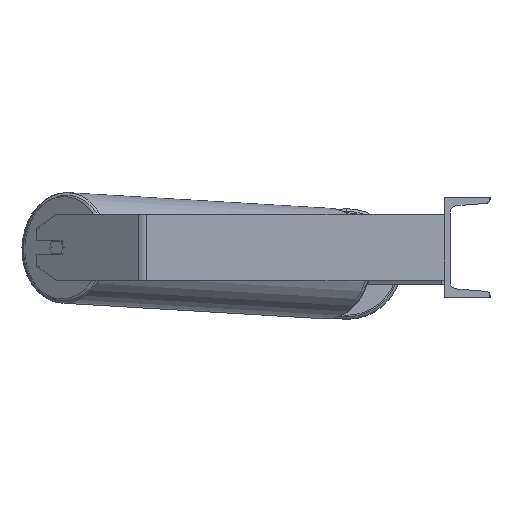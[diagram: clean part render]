
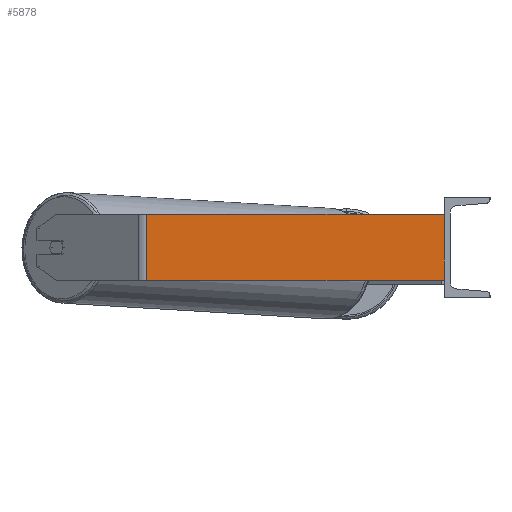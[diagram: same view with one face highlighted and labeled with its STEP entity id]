
A CAD part, left-side view. The second image highlights one B-rep face of the part: STEP entity #5878.
In plain terms, the highlighted planar face has unit normal (-1, 0, 0).
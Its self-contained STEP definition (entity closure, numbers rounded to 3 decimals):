
#163 = DIRECTION ( 'NONE',  ( 0., 0., -1. ) ) ;
#250 = EDGE_CURVE ( 'NONE', #4964, #5731, #8703, .T. ) ;
#658 = CARTESIAN_POINT ( 'NONE',  ( -785., 0., 40. ) ) ;
#672 = ORIENTED_EDGE ( 'NONE', *, *, #6959, .T. ) ;
#704 = DIRECTION ( 'NONE',  ( 0., 1., 0. ) ) ;
#1011 = EDGE_CURVE ( 'NONE', #8000, #5731, #6903, .T. ) ;
#1174 = ORIENTED_EDGE ( 'NONE', *, *, #7930, .F. ) ;
#2651 = LINE ( 'NONE', #3439, #7065 ) ;
#3068 = CARTESIAN_POINT ( 'NONE',  ( -785., 357.079, -40. ) ) ;
#3439 = CARTESIAN_POINT ( 'NONE',  ( -785., 362.902, 40. ) ) ;
#4018 = VERTEX_POINT ( 'NONE', #6598 ) ;
#4177 = DIRECTION ( 'NONE',  ( 1., 0., 0. ) ) ;
#4338 = LINE ( 'NONE', #4475, #7626 ) ;
#4402 = DIRECTION ( 'NONE',  ( 0., -1., 0. ) ) ;
#4475 = CARTESIAN_POINT ( 'NONE',  ( -785., 357.079, 40. ) ) ;
#4812 = PLANE ( 'NONE',  #7887 ) ;
#4964 = VERTEX_POINT ( 'NONE', #3068 ) ;
#5240 = CARTESIAN_POINT ( 'NONE',  ( -785., 362.902, -40. ) ) ;
#5520 = CARTESIAN_POINT ( 'NONE',  ( -785., 0., -40. ) ) ;
#5528 = FACE_OUTER_BOUND ( 'NONE', #8995, .T. ) ;
#5731 = VERTEX_POINT ( 'NONE', #5520 ) ;
#5878 = ADVANCED_FACE ( 'NONE', ( #5528 ), #4812, .F. ) ;
#6214 = DIRECTION ( 'NONE',  ( 0., 0., -1. ) ) ;
#6598 = CARTESIAN_POINT ( 'NONE',  ( -785., 357.079, 40. ) ) ;
#6903 = LINE ( 'NONE', #658, #8003 ) ;
#6957 = CARTESIAN_POINT ( 'NONE',  ( -785., 362.902, 40. ) ) ;
#6959 = EDGE_CURVE ( 'NONE', #4018, #4964, #4338, .T. ) ;
#7065 = VECTOR ( 'NONE', #8285, 1000. ) ;
#7626 = VECTOR ( 'NONE', #163, 1000. ) ;
#7815 = VECTOR ( 'NONE', #4402, 1000. ) ;
#7887 = AXIS2_PLACEMENT_3D ( 'NONE', #6957, #4177, #704 ) ;
#7930 = EDGE_CURVE ( 'NONE', #4018, #8000, #2651, .T. ) ;
#8000 = VERTEX_POINT ( 'NONE', #8097 ) ;
#8003 = VECTOR ( 'NONE', #6214, 1000. ) ;
#8097 = CARTESIAN_POINT ( 'NONE',  ( -785., 0., 40. ) ) ;
#8285 = DIRECTION ( 'NONE',  ( 0., -1., 0. ) ) ;
#8703 = LINE ( 'NONE', #5240, #7815 ) ;
#8791 = ORIENTED_EDGE ( 'NONE', *, *, #250, .T. ) ;
#8905 = ORIENTED_EDGE ( 'NONE', *, *, #1011, .F. ) ;
#8995 = EDGE_LOOP ( 'NONE', ( #8791, #8905, #1174, #672 ) ) ;
